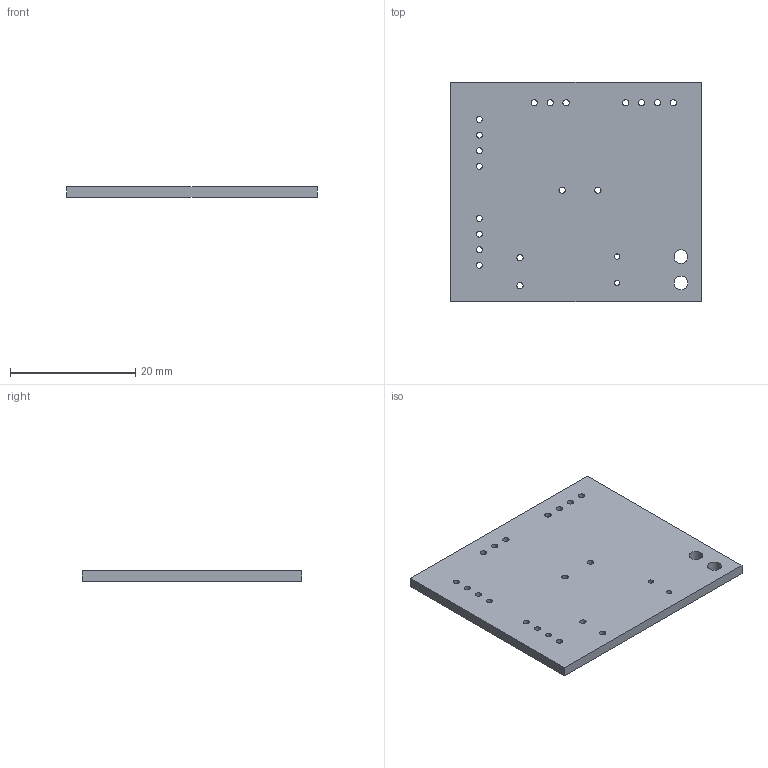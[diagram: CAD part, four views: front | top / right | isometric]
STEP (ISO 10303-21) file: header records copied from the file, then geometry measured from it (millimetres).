
FILE_DESCRIPTION(('KiCad electronic assembly'),'2;1');
FILE_NAME('prototype-projector-device.step','2022-11-05T02:21:35',( 'Pcbnew'),('Kicad'),'Open CASCADE STEP processor 7.6', 'KiCad to STEP converter','Unknown');
FILE_SCHEMA(('AUTOMOTIVE_DESIGN { 1 0 10303 214 1 1 1 1 }'));
Length unit declared in the file: millimetre
Products named in the file (2): prototype-projector-device 1; prototype-projector-device PCB
Assembly tree (1 placements, depth 2):
  prototype-projector-device 1
    prototype-projector-device PCB
Bounding box: 40 x 35 x 1.6 mm (x, y, z)
Volume: 2203.1 mm3; surface area: 3118.1 mm2
Topology: 1 solids, 1 shells, 29 faces, 81 edges, 54 vertices
Faces by surface type: cylinder 23, plane 6
Full cylindrical faces by diameter (mm): 0.85 x2, 0.95 x8, 1 x11, 2.2 x2
Entity records: 2153 total; most frequent: DIRECTION 351, CARTESIAN_POINT 328, ORIENTED_EDGE 162, PCURVE 162, DEFINITIONAL_REPRESENTATION 162, LINE 151, VECTOR 151, CIRCLE 92
